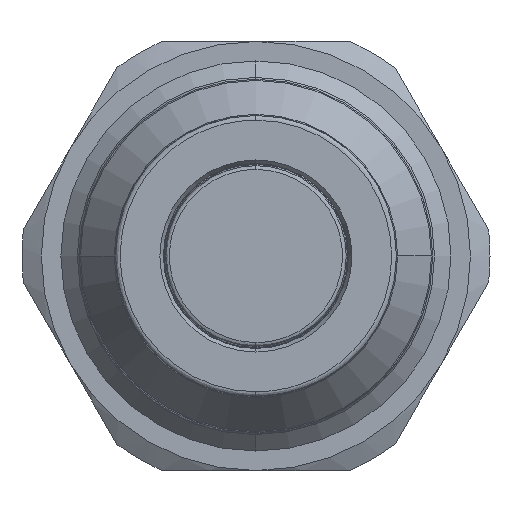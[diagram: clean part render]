
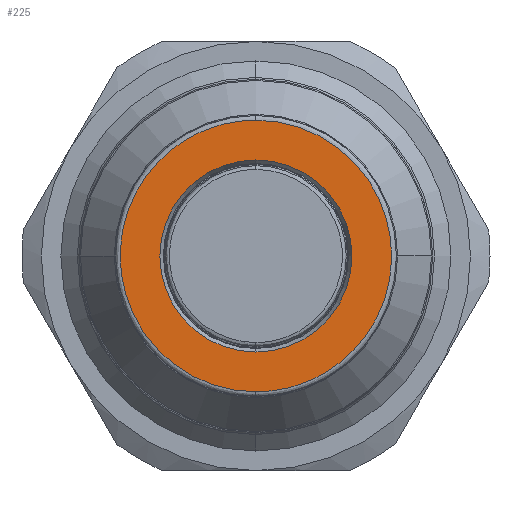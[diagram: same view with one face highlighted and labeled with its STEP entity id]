
A CAD part, left-side view. The second image highlights one B-rep face of the part: STEP entity #225.
In plain terms, the highlighted planar face has unit normal (-1, 0, 0).
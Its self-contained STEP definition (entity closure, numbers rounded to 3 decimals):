
#55 = EDGE_LOOP ( 'NONE', ( #6969, #6970 ) ) ;
#59 = EDGE_LOOP ( 'NONE', ( #6974, #6977 ) ) ;
#225 = ADVANCED_FACE ( 'NONE', ( #4095, #4096 ), #3951, .T. ) ;
#721 = CARTESIAN_POINT ( 'NONE',  ( 0., 0., 17.4 ) ) ;
#747 = CARTESIAN_POINT ( 'NONE',  ( 0., 0., -12.312 ) ) ;
#824 = CARTESIAN_POINT ( 'NONE',  ( 0., 0., 12.312 ) ) ;
#828 = CARTESIAN_POINT ( 'NONE',  ( 0., 0., -17.4 ) ) ;
#1163 = CIRCLE ( 'NONE', #4255, 12.312 ) ;
#1167 = CIRCLE ( 'NONE', #4377, 12.312 ) ;
#2565 = CARTESIAN_POINT ( 'NONE',  ( 0., 0., 17.4 ) ) ;
#2638 = CARTESIAN_POINT ( 'NONE',  ( 0., -34.8, -17.4 ) ) ;
#2639 = CARTESIAN_POINT ( 'NONE',  ( 0., -34.8, 17.4 ) ) ;
#2641 = CARTESIAN_POINT ( 'NONE',  ( 0., 0., -17.4 ) ) ;
#2730 = EDGE_CURVE ( 'NONE', #4583, #4645, #6841, .T. ) ;
#2956 = CARTESIAN_POINT ( 'NONE',  ( 0., 34.8, 17.4 ) ) ;
#2963 = CARTESIAN_POINT ( 'NONE',  ( 0., 0., -17.4 ) ) ;
#2967 = CARTESIAN_POINT ( 'NONE',  ( 0., 34.8, -17.4 ) ) ;
#2973 = CARTESIAN_POINT ( 'NONE',  ( 0., 0., 17.4 ) ) ;
#2998 = DIRECTION ( 'NONE',  ( 0., 0., 1. ) ) ;
#3000 = DIRECTION ( 'NONE',  ( 1., 0., 0. ) ) ;
#3002 = CARTESIAN_POINT ( 'NONE',  ( 0., 0., 0. ) ) ;
#3012 = DIRECTION ( 'NONE',  ( 1., 0., 0. ) ) ;
#3020 = DIRECTION ( 'NONE',  ( 0., 0., 1. ) ) ;
#3050 = CARTESIAN_POINT ( 'NONE',  ( 0., 0., 0. ) ) ;
#3769 = DIRECTION ( 'NONE',  ( -1., 0., 0. ) ) ;
#3867 = DIRECTION ( 'NONE',  ( 0., 0., 1. ) ) ;
#3884 = CARTESIAN_POINT ( 'NONE',  ( 0., 12.312, 0. ) ) ;
#3951 = PLANE ( 'NONE',  #5082 ) ;
#4095 = FACE_BOUND ( 'NONE', #55, .T. ) ;
#4096 = FACE_OUTER_BOUND ( 'NONE', #59, .T. ) ;
#4255 = AXIS2_PLACEMENT_3D ( 'NONE', #3002, #3000, #2998 ) ;
#4377 = AXIS2_PLACEMENT_3D ( 'NONE', #3050, #3012, #3020 ) ;
#4583 = VERTEX_POINT ( 'NONE', #721 ) ;
#4632 = VERTEX_POINT ( 'NONE', #824 ) ;
#4645 = VERTEX_POINT ( 'NONE', #828 ) ;
#4652 = VERTEX_POINT ( 'NONE', #747 ) ;
#5082 = AXIS2_PLACEMENT_3D ( 'NONE', #3884, #3769, #3867 ) ;
#6738 = EDGE_CURVE ( 'NONE', #4632, #4652, #1163, .T. ) ;
#6741 = EDGE_CURVE ( 'NONE', #4645, #4583, #6879, .T. ) ;
#6743 = EDGE_CURVE ( 'NONE', #4652, #4632, #1167, .T. ) ;
#6841 =( BOUNDED_CURVE ( )  B_SPLINE_CURVE ( 3, ( #2565, #2639, #2638, #2641 ),
 .UNSPECIFIED., .F., .T. ) 
 B_SPLINE_CURVE_WITH_KNOTS ( ( 4, 4 ),
 ( 0., 1. ),
 .UNSPECIFIED. ) 
 CURVE ( )  GEOMETRIC_REPRESENTATION_ITEM ( )  RATIONAL_B_SPLINE_CURVE ( ( 1., 0.333, 0.333, 1. ) ) 
 REPRESENTATION_ITEM ( '' )  );
#6879 =( BOUNDED_CURVE ( )  B_SPLINE_CURVE ( 3, ( #2963, #2967, #2956, #2973 ),
 .UNSPECIFIED., .F., .T. ) 
 B_SPLINE_CURVE_WITH_KNOTS ( ( 4, 4 ),
 ( 0., 1. ),
 .UNSPECIFIED. ) 
 CURVE ( )  GEOMETRIC_REPRESENTATION_ITEM ( )  RATIONAL_B_SPLINE_CURVE ( ( 1., 0.333, 0.333, 1. ) ) 
 REPRESENTATION_ITEM ( '' )  );
#6969 = ORIENTED_EDGE ( 'NONE', *, *, #6738, .T. ) ;
#6970 = ORIENTED_EDGE ( 'NONE', *, *, #6743, .T. ) ;
#6974 = ORIENTED_EDGE ( 'NONE', *, *, #6741, .F. ) ;
#6977 = ORIENTED_EDGE ( 'NONE', *, *, #2730, .F. ) ;
